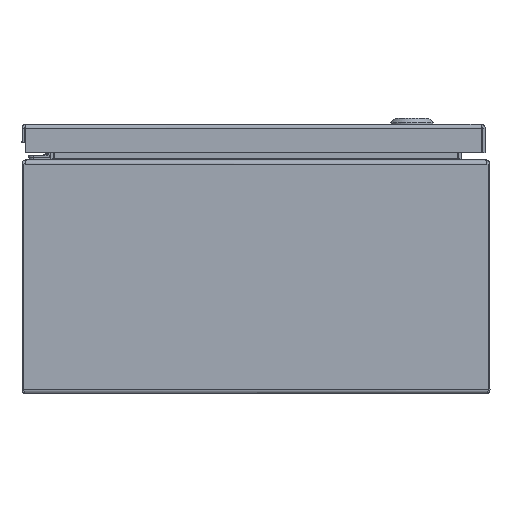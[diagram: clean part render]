
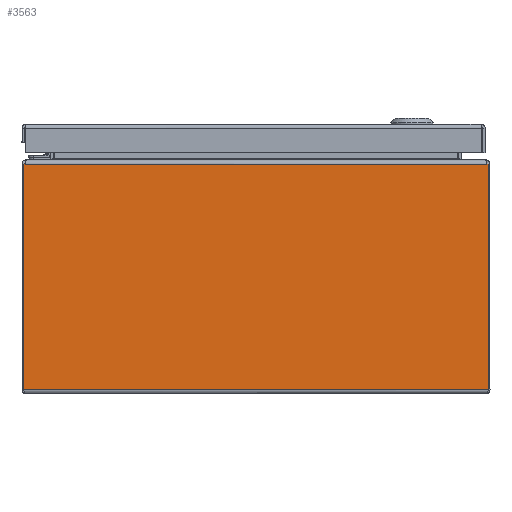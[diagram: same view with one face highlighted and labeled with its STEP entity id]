
A CAD part, front view. The second image highlights one B-rep face of the part: STEP entity #3563.
In plain terms, the highlighted planar face has unit normal (0, -1, 0).
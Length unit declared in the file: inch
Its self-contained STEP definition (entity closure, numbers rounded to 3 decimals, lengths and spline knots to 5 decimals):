
#3273=CARTESIAN_POINT('',(11.91495,0.,5.89475));
#3274=VERTEX_POINT('',#3273);
#3303=CARTESIAN_POINT('',(0.08505,0.,5.89475));
#3304=VERTEX_POINT('',#3303);
#3315=CARTESIAN_POINT('',(11.91495,0.,5.89475));
#3316=DIRECTION('',(-1.0,0.0,0.0));
#3317=VECTOR('',#3316,11.8299);
#3318=LINE('',#3315,#3317);
#3319=EDGE_CURVE('',#3274,#3304,#3318,.T.);
#3483=CARTESIAN_POINT('',(0.037,0.,5.89475));
#3484=VERTEX_POINT('',#3483);
#3491=CARTESIAN_POINT('',(0.08505,0.,5.89475));
#3492=DIRECTION('',(-1.0,0.0,0.0));
#3493=VECTOR('',#3492,0.04805);
#3494=LINE('',#3491,#3493);
#3495=EDGE_CURVE('',#3304,#3484,#3494,.T.);
#3506=CARTESIAN_POINT('',(11.963,0.,5.89475));
#3507=VERTEX_POINT('',#3506);
#3508=CARTESIAN_POINT('',(11.963,0.,5.89475));
#3509=DIRECTION('',(-1.0,0.0,0.0));
#3510=VECTOR('',#3509,0.04805);
#3511=LINE('',#3508,#3510);
#3512=EDGE_CURVE('',#3507,#3274,#3511,.T.);
#3531=CARTESIAN_POINT('',(6.0,0.,3.0286));
#3532=DIRECTION('',(0.0,1.0,0.0));
#3533=DIRECTION('',(1.0,0.0,0.0));
#3534=AXIS2_PLACEMENT_3D('',#3531,#3532,#3533);
#3535=PLANE('',#3534);
#3536=ORIENTED_EDGE('',*,*,#3512,.T.);
#3537=ORIENTED_EDGE('',*,*,#3319,.T.);
#3538=ORIENTED_EDGE('',*,*,#3495,.T.);
#3539=CARTESIAN_POINT('',(0.037,0.,0.10525));
#3540=VERTEX_POINT('',#3539);
#3541=CARTESIAN_POINT('',(0.037,0.,0.10525));
#3542=DIRECTION('',(0.0,0.0,1.0));
#3543=VECTOR('',#3542,5.7895);
#3544=LINE('',#3541,#3543);
#3545=EDGE_CURVE('',#3540,#3484,#3544,.T.);
#3546=ORIENTED_EDGE('',*,*,#3545,.F.);
#3547=CARTESIAN_POINT('',(11.963,0.,0.10525));
#3548=VERTEX_POINT('',#3547);
#3549=CARTESIAN_POINT('',(0.037,0.,0.10525));
#3550=DIRECTION('',(1.0,0.0,0.0));
#3551=VECTOR('',#3550,11.926);
#3552=LINE('',#3549,#3551);
#3553=EDGE_CURVE('',#3540,#3548,#3552,.T.);
#3554=ORIENTED_EDGE('',*,*,#3553,.T.);
#3555=CARTESIAN_POINT('',(11.963,0.,5.89475));
#3556=DIRECTION('',(0.0,0.0,-1.0));
#3557=VECTOR('',#3556,5.7895);
#3558=LINE('',#3555,#3557);
#3559=EDGE_CURVE('',#3507,#3548,#3558,.T.);
#3560=ORIENTED_EDGE('',*,*,#3559,.F.);
#3561=EDGE_LOOP('',(#3536,#3537,#3538,#3546,#3554,#3560));
#3562=FACE_OUTER_BOUND('',#3561,.T.);
#3563=ADVANCED_FACE('',(#3562),#3535,.F.);
